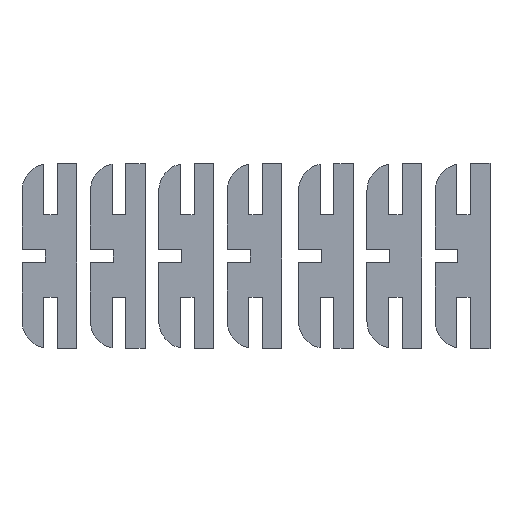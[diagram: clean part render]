
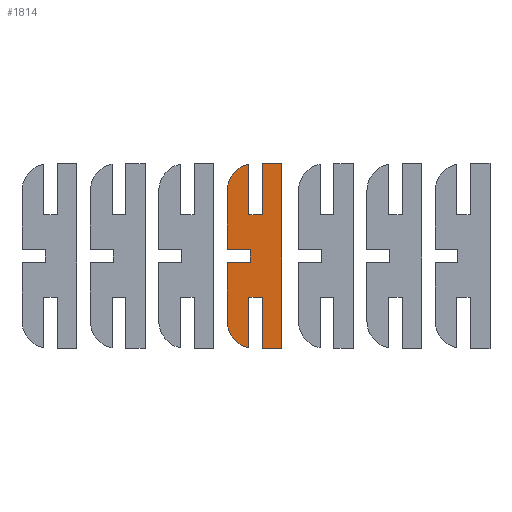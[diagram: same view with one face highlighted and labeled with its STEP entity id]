
A CAD part, top view. The second image highlights one B-rep face of the part: STEP entity #1814.
In plain terms, the highlighted planar face has unit normal (0, 0, 1).
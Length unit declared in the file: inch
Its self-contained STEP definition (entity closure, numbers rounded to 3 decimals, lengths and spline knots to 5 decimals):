
#1241=CARTESIAN_POINT('Vertex',(-0.82506,-1.6875,0.125)) ;
#1255=CARTESIAN_POINT('Vertex',(-0.82506,0.,0.125)) ;
#1258=CARTESIAN_POINT('Line Origine',(-0.82506,-0.84375,0.125)) ;
#1281=CARTESIAN_POINT('Vertex',(-0.82506,1.6875,0.125)) ;
#1284=CARTESIAN_POINT('Line Origine',(-0.82506,0.84375,0.125)) ;
#1312=CARTESIAN_POINT('Vertex',(-1.1788,1.6875,0.125)) ;
#1315=CARTESIAN_POINT('Line Origine',(-1.00193,1.6875,0.125)) ;
#1343=CARTESIAN_POINT('Vertex',(-1.1788,0.75,0.125)) ;
#1346=CARTESIAN_POINT('Line Origine',(-1.1788,1.21875,0.125)) ;
#1374=CARTESIAN_POINT('Vertex',(-1.4288,0.75,0.125)) ;
#1377=CARTESIAN_POINT('Line Origine',(-1.3038,0.75,0.125)) ;
#1405=CARTESIAN_POINT('Vertex',(-1.4288,1.68081,0.125)) ;
#1408=CARTESIAN_POINT('Line Origine',(-1.4288,1.2154,0.125)) ;
#1436=CARTESIAN_POINT('Vertex',(-1.82506,1.19169,0.125)) ;
#1439=CARTESIAN_POINT('Axis2P3D Location',(-1.32506,1.19169,0.125)) ;
#1467=CARTESIAN_POINT('Vertex',(-1.82506,0.125,0.125)) ;
#1470=CARTESIAN_POINT('Line Origine',(-1.82506,0.65834,0.125)) ;
#1498=CARTESIAN_POINT('Vertex',(-1.4038,0.125,0.125)) ;
#1501=CARTESIAN_POINT('Line Origine',(-1.61443,0.125,0.125)) ;
#1529=CARTESIAN_POINT('Vertex',(-1.4038,0.,0.125)) ;
#1532=CARTESIAN_POINT('Line Origine',(-1.4038,0.0625,0.125)) ;
#1555=CARTESIAN_POINT('Vertex',(-1.4038,-0.125,0.125)) ;
#1558=CARTESIAN_POINT('Line Origine',(-1.4038,-0.0625,0.125)) ;
#1586=CARTESIAN_POINT('Vertex',(-1.82506,-0.125,0.125)) ;
#1589=CARTESIAN_POINT('Line Origine',(-1.61443,-0.125,0.125)) ;
#1612=CARTESIAN_POINT('Vertex',(-1.82506,-1.19169,0.125)) ;
#1615=CARTESIAN_POINT('Line Origine',(-1.82506,-0.65834,0.125)) ;
#1643=CARTESIAN_POINT('Vertex',(-1.4288,-1.68081,0.125)) ;
#1646=CARTESIAN_POINT('Axis2P3D Location',(-1.32506,-1.19169,0.125)) ;
#1669=CARTESIAN_POINT('Vertex',(-1.4288,-0.75,0.125)) ;
#1672=CARTESIAN_POINT('Line Origine',(-1.4288,-1.2154,0.125)) ;
#1700=CARTESIAN_POINT('Vertex',(-1.1788,-0.75,0.125)) ;
#1703=CARTESIAN_POINT('Line Origine',(-1.3038,-0.75,0.125)) ;
#1726=CARTESIAN_POINT('Vertex',(-1.1788,-1.6875,0.125)) ;
#1729=CARTESIAN_POINT('Line Origine',(-1.1788,-1.21875,0.125)) ;
#1751=CARTESIAN_POINT('Line Origine',(-1.00193,-1.6875,0.125)) ;
#1789=CARTESIAN_POINT('Axis2P3D Location',(0.,0.,0.125)) ;
#1259=DIRECTION('Vector Direction',(0.,0.039,0.)) ;
#1285=DIRECTION('Vector Direction',(0.,-0.039,0.)) ;
#1316=DIRECTION('Vector Direction',(-0.039,0.,0.)) ;
#1347=DIRECTION('Vector Direction',(0.,-0.039,0.)) ;
#1378=DIRECTION('Vector Direction',(-0.039,0.,0.)) ;
#1409=DIRECTION('Vector Direction',(0.,0.039,0.)) ;
#1440=DIRECTION('Axis2P3D Direction',(0.,0.,0.039)) ;
#1471=DIRECTION('Vector Direction',(0.,-0.039,0.)) ;
#1502=DIRECTION('Vector Direction',(0.039,0.,0.)) ;
#1533=DIRECTION('Vector Direction',(0.,-0.039,0.)) ;
#1559=DIRECTION('Vector Direction',(0.,0.039,0.)) ;
#1590=DIRECTION('Vector Direction',(0.039,0.,0.)) ;
#1616=DIRECTION('Vector Direction',(0.,0.039,0.)) ;
#1647=DIRECTION('Axis2P3D Direction',(0.,0.,0.039)) ;
#1673=DIRECTION('Vector Direction',(0.,-0.039,0.)) ;
#1704=DIRECTION('Vector Direction',(-0.039,0.,0.)) ;
#1730=DIRECTION('Vector Direction',(0.,0.039,0.)) ;
#1752=DIRECTION('Vector Direction',(-0.039,0.,0.)) ;
#1790=DIRECTION('Axis2P3D Direction',(0.,0.,0.039)) ;
#1791=DIRECTION('Axis2P3D XDirection',(0.039,0.,0.)) ;
#1441=AXIS2_PLACEMENT_3D('Circle Axis2P3D',#1439,#1440,$) ;
#1648=AXIS2_PLACEMENT_3D('Circle Axis2P3D',#1646,#1647,$) ;
#1792=AXIS2_PLACEMENT_3D('Plane Axis2P3D',#1789,#1790,#1791) ;
#1795=ORIENTED_EDGE('',*,*,#1262,.T.) ;
#1796=ORIENTED_EDGE('',*,*,#1288,.T.) ;
#1797=ORIENTED_EDGE('',*,*,#1319,.T.) ;
#1798=ORIENTED_EDGE('',*,*,#1350,.T.) ;
#1799=ORIENTED_EDGE('',*,*,#1381,.T.) ;
#1800=ORIENTED_EDGE('',*,*,#1412,.T.) ;
#1801=ORIENTED_EDGE('',*,*,#1443,.T.) ;
#1802=ORIENTED_EDGE('',*,*,#1474,.T.) ;
#1803=ORIENTED_EDGE('',*,*,#1505,.T.) ;
#1804=ORIENTED_EDGE('',*,*,#1536,.T.) ;
#1805=ORIENTED_EDGE('',*,*,#1562,.T.) ;
#1806=ORIENTED_EDGE('',*,*,#1593,.T.) ;
#1807=ORIENTED_EDGE('',*,*,#1619,.T.) ;
#1808=ORIENTED_EDGE('',*,*,#1650,.T.) ;
#1809=ORIENTED_EDGE('',*,*,#1676,.T.) ;
#1810=ORIENTED_EDGE('',*,*,#1707,.T.) ;
#1811=ORIENTED_EDGE('',*,*,#1733,.T.) ;
#1812=ORIENTED_EDGE('',*,*,#1755,.T.) ;
#1260=VECTOR('Line Direction',#1259,0.03937) ;
#1286=VECTOR('Line Direction',#1285,0.03937) ;
#1317=VECTOR('Line Direction',#1316,0.03937) ;
#1348=VECTOR('Line Direction',#1347,0.03937) ;
#1379=VECTOR('Line Direction',#1378,0.03937) ;
#1410=VECTOR('Line Direction',#1409,0.03937) ;
#1472=VECTOR('Line Direction',#1471,0.03937) ;
#1503=VECTOR('Line Direction',#1502,0.03937) ;
#1534=VECTOR('Line Direction',#1533,0.03937) ;
#1560=VECTOR('Line Direction',#1559,0.03937) ;
#1591=VECTOR('Line Direction',#1590,0.03937) ;
#1617=VECTOR('Line Direction',#1616,0.03937) ;
#1674=VECTOR('Line Direction',#1673,0.03937) ;
#1705=VECTOR('Line Direction',#1704,0.03937) ;
#1731=VECTOR('Line Direction',#1730,0.03937) ;
#1753=VECTOR('Line Direction',#1752,0.03937) ;
#1814=ADVANCED_FACE('Body.3',(#1813),#1793,.T.) ;
#1442=CIRCLE('generated circle',#1441,0.5) ;
#1649=CIRCLE('generated circle',#1648,0.5) ;
#1262=EDGE_CURVE('',#1242,#1256,#1261,.T.) ;
#1288=EDGE_CURVE('',#1256,#1282,#1287,.F.) ;
#1319=EDGE_CURVE('',#1282,#1313,#1318,.T.) ;
#1350=EDGE_CURVE('',#1313,#1344,#1349,.T.) ;
#1381=EDGE_CURVE('',#1344,#1375,#1380,.T.) ;
#1412=EDGE_CURVE('',#1375,#1406,#1411,.T.) ;
#1443=EDGE_CURVE('',#1406,#1437,#1442,.T.) ;
#1474=EDGE_CURVE('',#1437,#1468,#1473,.T.) ;
#1505=EDGE_CURVE('',#1468,#1499,#1504,.T.) ;
#1536=EDGE_CURVE('',#1499,#1530,#1535,.T.) ;
#1562=EDGE_CURVE('',#1530,#1556,#1561,.F.) ;
#1593=EDGE_CURVE('',#1556,#1587,#1592,.F.) ;
#1619=EDGE_CURVE('',#1587,#1613,#1618,.F.) ;
#1650=EDGE_CURVE('',#1613,#1644,#1649,.T.) ;
#1676=EDGE_CURVE('',#1644,#1670,#1675,.F.) ;
#1707=EDGE_CURVE('',#1670,#1701,#1706,.F.) ;
#1733=EDGE_CURVE('',#1701,#1727,#1732,.F.) ;
#1755=EDGE_CURVE('',#1727,#1242,#1754,.F.) ;
#1794=EDGE_LOOP('',(#1795,#1796,#1797,#1798,#1799,#1800,#1801,#1802,#1803,#1804,#1805,#1806,#1807,#1808,#1809,#1810,#1811,#1812)) ;
#1813=FACE_OUTER_BOUND('',#1794,.T.) ;
#1261=LINE('Line',#1258,#1260) ;
#1287=LINE('Line',#1284,#1286) ;
#1318=LINE('Line',#1315,#1317) ;
#1349=LINE('Line',#1346,#1348) ;
#1380=LINE('Line',#1377,#1379) ;
#1411=LINE('Line',#1408,#1410) ;
#1473=LINE('Line',#1470,#1472) ;
#1504=LINE('Line',#1501,#1503) ;
#1535=LINE('Line',#1532,#1534) ;
#1561=LINE('Line',#1558,#1560) ;
#1592=LINE('Line',#1589,#1591) ;
#1618=LINE('Line',#1615,#1617) ;
#1675=LINE('Line',#1672,#1674) ;
#1706=LINE('Line',#1703,#1705) ;
#1732=LINE('Line',#1729,#1731) ;
#1754=LINE('Line',#1751,#1753) ;
#1793=PLANE('',#1792) ;
#1242=VERTEX_POINT('',#1241) ;
#1256=VERTEX_POINT('',#1255) ;
#1282=VERTEX_POINT('',#1281) ;
#1313=VERTEX_POINT('',#1312) ;
#1344=VERTEX_POINT('',#1343) ;
#1375=VERTEX_POINT('',#1374) ;
#1406=VERTEX_POINT('',#1405) ;
#1437=VERTEX_POINT('',#1436) ;
#1468=VERTEX_POINT('',#1467) ;
#1499=VERTEX_POINT('',#1498) ;
#1530=VERTEX_POINT('',#1529) ;
#1556=VERTEX_POINT('',#1555) ;
#1587=VERTEX_POINT('',#1586) ;
#1613=VERTEX_POINT('',#1612) ;
#1644=VERTEX_POINT('',#1643) ;
#1670=VERTEX_POINT('',#1669) ;
#1701=VERTEX_POINT('',#1700) ;
#1727=VERTEX_POINT('',#1726) ;
